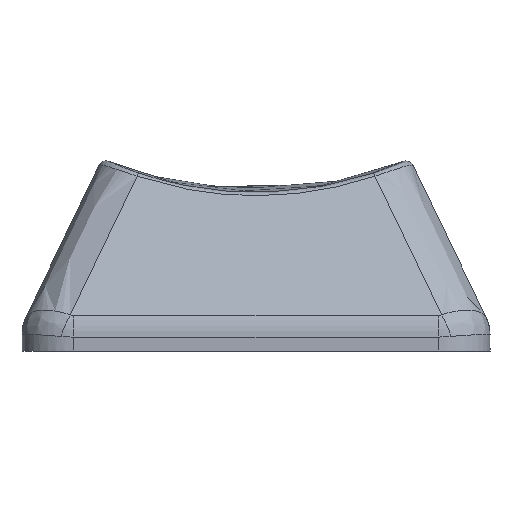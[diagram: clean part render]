
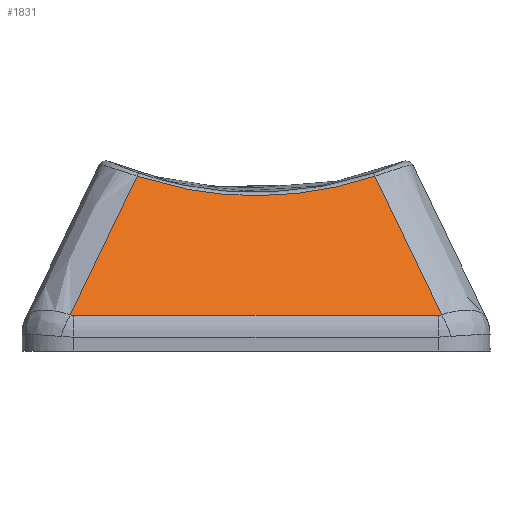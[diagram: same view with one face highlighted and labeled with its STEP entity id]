
A CAD part, front view. The second image highlights one B-rep face of the part: STEP entity #1831.
In plain terms, the highlighted planar face has unit normal (0, -0.83, 0.558).
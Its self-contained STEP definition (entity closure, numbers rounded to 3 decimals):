
#24=PLANE('',#1957);
#75=ELLIPSE('',#1946,0.896,0.5);
#77=ELLIPSE('',#1951,0.896,0.5);
#83=LINE('',#2923,#188);
#188=VECTOR('',#2079,10.);
#361=FACE_OUTER_BOUND('',#469,.T.);
#469=EDGE_LOOP('',(#1291,#1292,#1293,#1294,#1295,#1296));
#606=B_SPLINE_CURVE_WITH_KNOTS('',3,(#3097,#3098,#3099,#3100),
 .UNSPECIFIED.,.F.,.F.,(4,4),(-0.82,-0.122),
 .UNSPECIFIED.);
#608=B_SPLINE_CURVE_WITH_KNOTS('',3,(#3108,#3109,#3110,#3111),
 .UNSPECIFIED.,.F.,.F.,(4,4),(0.122,0.82),
 .UNSPECIFIED.);
#609=B_SPLINE_CURVE_WITH_KNOTS('',3,(#3112,#3113,#3114,#3115,#3116),
 .UNSPECIFIED.,.F.,.F.,(4,1,4),(-0.947,-0.541,0.),
 .UNSPECIFIED.);
#741=VERTEX_POINT('',#2879);
#745=VERTEX_POINT('',#2913);
#747=VERTEX_POINT('',#2919);
#749=VERTEX_POINT('',#2940);
#759=VERTEX_POINT('',#3096);
#760=VERTEX_POINT('',#3107);
#946=EDGE_CURVE('',#741,#745,#75,.T.);
#949=EDGE_CURVE('',#745,#747,#83,.T.);
#952=EDGE_CURVE('',#747,#749,#77,.T.);
#970=EDGE_CURVE('',#749,#759,#606,.T.);
#972=EDGE_CURVE('',#760,#741,#608,.T.);
#973=EDGE_CURVE('',#759,#760,#609,.T.);
#1291=ORIENTED_EDGE('',*,*,#952,.F.);
#1292=ORIENTED_EDGE('',*,*,#949,.F.);
#1293=ORIENTED_EDGE('',*,*,#946,.F.);
#1294=ORIENTED_EDGE('',*,*,#972,.F.);
#1295=ORIENTED_EDGE('',*,*,#973,.F.);
#1296=ORIENTED_EDGE('',*,*,#970,.F.);
#1831=ADVANCED_FACE('',(#361),#24,.T.);
#1946=AXIS2_PLACEMENT_3D('',#2917,#2072,#2073);
#1951=AXIS2_PLACEMENT_3D('',#2944,#2084,#2085);
#1957=AXIS2_PLACEMENT_3D('',#3106,#2102,#2103);
#2072=DIRECTION('center_axis',(0.,0.83,-0.558));
#2073=DIRECTION('ref_axis',(0.,-0.558,-0.83));
#2079=DIRECTION('',(-1.,0.,0.));
#2084=DIRECTION('center_axis',(0.,0.83,-0.558));
#2085=DIRECTION('ref_axis',(0.,-0.558,-0.83));
#2102=DIRECTION('center_axis',(0.,-0.83,
0.558));
#2103=DIRECTION('ref_axis',(1.,0.,0.));
#2879=CARTESIAN_POINT('',(7.204,-18.334,0.403));
#2913=CARTESIAN_POINT('',(7.081,-18.35,0.38));
#2917=CARTESIAN_POINT('Origin',(7.081,-17.85,1.123));
#2919=CARTESIAN_POINT('',(-7.081,-18.35,0.38));
#2923=CARTESIAN_POINT('',(7.525,-18.35,0.38));
#2940=CARTESIAN_POINT('',(-7.204,-18.334,0.403));
#2944=CARTESIAN_POINT('Origin',(-7.081,-17.85,1.123));
#3096=CARTESIAN_POINT('',(-4.617,-14.716,5.782));
#3097=CARTESIAN_POINT('Ctrl Pts',(-7.204,-18.334,0.403));
#3098=CARTESIAN_POINT('Ctrl Pts',(-6.342,-17.128,2.196));
#3099=CARTESIAN_POINT('Ctrl Pts',(-5.48,-15.922,3.989));
#3100=CARTESIAN_POINT('Ctrl Pts',(-4.617,-14.716,5.782));
#3106=CARTESIAN_POINT('Origin',(5.969,-14.239,6.49));
#3107=CARTESIAN_POINT('',(4.617,-14.716,5.782));
#3108=CARTESIAN_POINT('Ctrl Pts',(4.617,-14.716,5.782));
#3109=CARTESIAN_POINT('Ctrl Pts',(5.48,-15.922,3.989));
#3110=CARTESIAN_POINT('Ctrl Pts',(6.342,-17.128,2.196));
#3111=CARTESIAN_POINT('Ctrl Pts',(7.204,-18.334,0.403));
#3112=CARTESIAN_POINT('Ctrl Pts',(-4.617,-14.716,5.782));
#3113=CARTESIAN_POINT('Ctrl Pts',(-3.365,-15.002,5.356));
#3114=CARTESIAN_POINT('Ctrl Pts',(-0.242,-15.397,
4.769));
#3115=CARTESIAN_POINT('Ctrl Pts',(2.948,-15.097,5.214));
#3116=CARTESIAN_POINT('Ctrl Pts',(4.617,-14.716,5.782));
